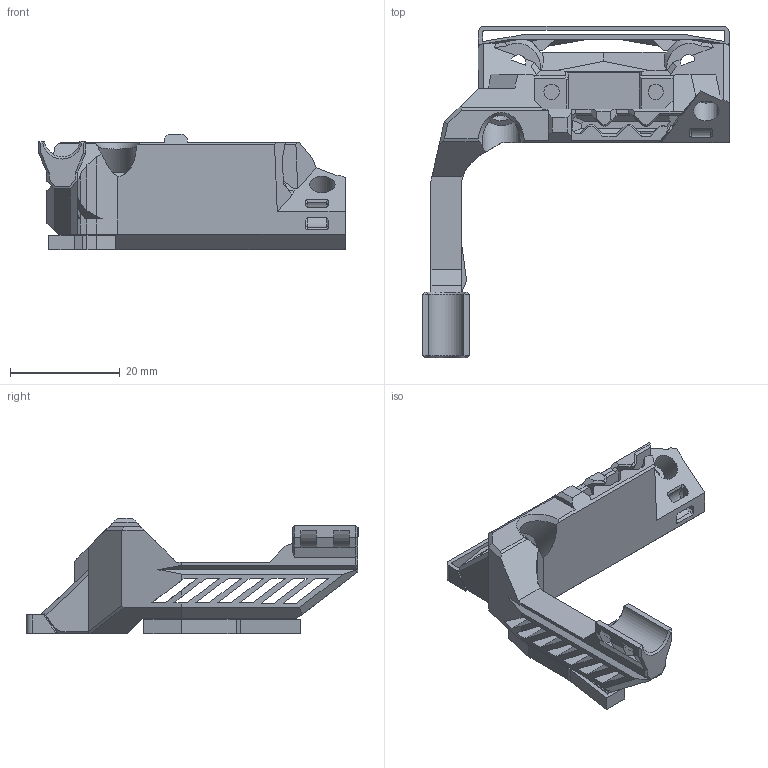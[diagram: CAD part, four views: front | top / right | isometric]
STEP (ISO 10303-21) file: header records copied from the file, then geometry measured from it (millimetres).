
FILE_DESCRIPTION(/* description */ ('STEP AP242','CAx-IF Rec.Pracs.---Representation and Presentation of Product Manufacturing Information (PMI)---4.0---2014-10-13','CAx-IF Rec.Pracs.---3D Tessellated Geometry---0.4---2014-09-14','2;1'),/* implementation_level */ '2;1');
FILE_NAME(/* name */ '63de41e5c5318659cf16f31e',/* time_stamp */ '2023-02-04T11:30:47+00:00',/* author */ (''),/* organization */ (''),/* preprocessor_version */ 'ST-DEVELOPER v18.102',/* originating_system */ ' ',/* authorisation */ ' ');
FILE_SCHEMA (('AP242_MANAGED_MODEL_BASED_3D_ENGINEERING_MIM_LF { 1 0 10303 442 1 1 4 }'));
Length unit declared in the file: metre
Products named in the file (3): Upper_optical_wired; Support_Arm; upper_optical_wired_extra_2mm_with_umbilical
Bounding box: 55.91 x 60.57 x 21.06 mm (x, y, z)
Volume: 10700.3 mm3; surface area: 8620.3 mm2
Topology: 3 solids, 3 shells, 552 faces, 1740 edges, 1146 vertices
Faces by surface type: plane 492, cylinder 35, cone 13, bspline 12
Full cylindrical faces by diameter (mm): 2.7 x2, 2.8 x2, 3 x2, 4.7 x4, 7 x1
Entity records: 19954 total; most frequent: CARTESIAN_POINT 4444, ORIENTED_EDGE 3440, DIRECTION 2835, EDGE_CURVE 1720, LINE 1561, VECTOR 1561, VERTEX_POINT 1141, EDGE_LOOP 637
